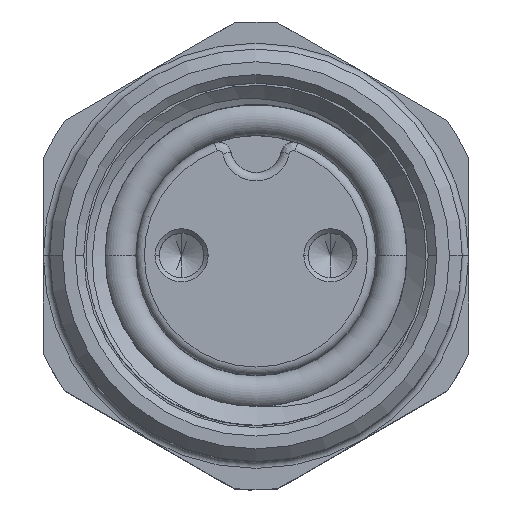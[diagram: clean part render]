
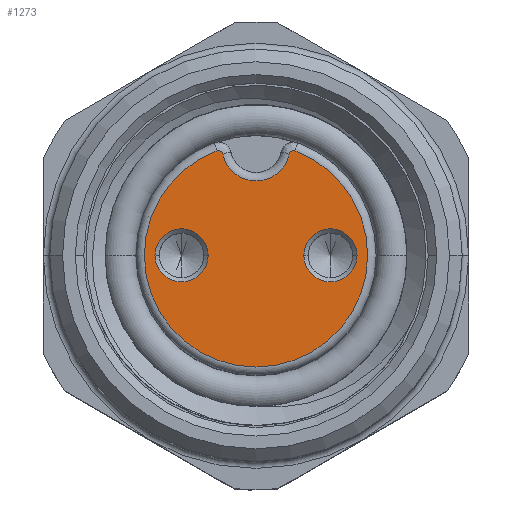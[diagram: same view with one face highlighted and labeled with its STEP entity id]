
A CAD part, top view. The second image highlights one B-rep face of the part: STEP entity #1273.
In plain terms, the highlighted planar face has unit normal (0, 0, 1).
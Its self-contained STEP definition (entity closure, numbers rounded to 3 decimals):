
#1=CARTESIAN_POINT('',(-1.75,0.,5.4));
#2=DIRECTION('',(0.,0.,-1.));
#3=DIRECTION('',(-1.,0.,0.));
#4=AXIS2_PLACEMENT_3D('',#1,#2,#3);
#6=CARTESIAN_POINT('',(-1.75,0.,5.4));
#7=DIRECTION('',(0.,0.,-1.));
#8=DIRECTION('',(1.,0.,0.));
#9=AXIS2_PLACEMENT_3D('',#6,#7,#8);
#11=CARTESIAN_POINT('',(1.75,0.,5.4));
#12=DIRECTION('',(0.,0.,-1.));
#13=DIRECTION('',(-1.,0.,0.));
#14=AXIS2_PLACEMENT_3D('',#11,#12,#13);
#16=CARTESIAN_POINT('',(1.75,0.,5.4));
#17=DIRECTION('',(0.,0.,-1.));
#18=DIRECTION('',(1.,0.,0.));
#19=AXIS2_PLACEMENT_3D('',#16,#17,#18);
#21=CARTESIAN_POINT('',(-0.881,2.366,5.4));
#22=DIRECTION('',(0.,0.,1.));
#23=DIRECTION('',(0.979,0.204,0.));
#24=AXIS2_PLACEMENT_3D('',#21,#22,#23);
#26=CARTESIAN_POINT('',(0.,2.55,5.4));
#27=DIRECTION('',(0.,0.,-1.));
#28=DIRECTION('',(0.979,-0.204,0.));
#29=AXIS2_PLACEMENT_3D('',#26,#27,#28);
#31=CARTESIAN_POINT('',(0.881,2.366,5.4));
#32=DIRECTION('',(0.,0.,1.));
#33=DIRECTION('',(0.349,0.937,0.));
#34=AXIS2_PLACEMENT_3D('',#31,#32,#33);
#853=CARTESIAN_POINT('',(0.,0.,5.4));
#854=DIRECTION('',(0.,0.,1.));
#855=DIRECTION('',(-0.349,0.937,0.));
#856=AXIS2_PLACEMENT_3D('',#853,#854,#855);
#982=CARTESIAN_POINT('',(-2.375,0.,5.4));
#983=CARTESIAN_POINT('',(-1.125,0.,5.4));
#984=VERTEX_POINT('',#982);
#985=VERTEX_POINT('',#983);
#990=CARTESIAN_POINT('',(1.125,0.,5.4));
#991=CARTESIAN_POINT('',(2.375,0.,5.4));
#992=VERTEX_POINT('',#990);
#993=VERTEX_POINT('',#991);
#1230=CARTESIAN_POINT('',(-0.916,2.46,5.4));
#1232=VERTEX_POINT('',#1230);
#1236=CARTESIAN_POINT('',(-0.783,2.387,5.4));
#1237=VERTEX_POINT('',#1236);
#1238=CARTESIAN_POINT('',(0.783,2.387,5.4));
#1239=VERTEX_POINT('',#1238);
#1243=CARTESIAN_POINT('',(0.916,2.46,5.4));
#1245=VERTEX_POINT('',#1243);
#1246=CARTESIAN_POINT('',(0.,0.,5.4));
#1247=DIRECTION('',(0.,0.,1.));
#1248=DIRECTION('',(1.,0.,0.));
#1249=AXIS2_PLACEMENT_3D('',#1246,#1247,#1248);
#1250=PLANE('',#1249);
#1252=ORIENTED_EDGE('',*,*,#1251,.F.);
#1254=ORIENTED_EDGE('',*,*,#1253,.F.);
#1256=ORIENTED_EDGE('',*,*,#1255,.F.);
#1258=ORIENTED_EDGE('',*,*,#1257,.F.);
#1259=EDGE_LOOP('',(#1252,#1254,#1256,#1258));
#1260=FACE_OUTER_BOUND('',#1259,.F.);
#1262=ORIENTED_EDGE('',*,*,#1261,.F.);
#1264=ORIENTED_EDGE('',*,*,#1263,.F.);
#1265=EDGE_LOOP('',(#1262,#1264));
#1266=FACE_BOUND('',#1265,.F.);
#1268=ORIENTED_EDGE('',*,*,#1267,.F.);
#1270=ORIENTED_EDGE('',*,*,#1269,.F.);
#1271=EDGE_LOOP('',(#1268,#1270));
#1272=FACE_BOUND('',#1271,.F.);
#5=CIRCLE('',#4,0.625);
#10=CIRCLE('',#9,0.625);
#15=CIRCLE('',#14,0.625);
#20=CIRCLE('',#19,0.625);
#25=CIRCLE('',#24,0.1);
#30=CIRCLE('',#29,0.8);
#35=CIRCLE('',#34,0.1);
#857=CIRCLE('',#856,2.625);
#1251=EDGE_CURVE('',#1237,#1232,#25,.T.);
#1253=EDGE_CURVE('',#1239,#1237,#30,.T.);
#1255=EDGE_CURVE('',#1245,#1239,#35,.T.);
#1257=EDGE_CURVE('',#1232,#1245,#857,.T.);
#1261=EDGE_CURVE('',#992,#993,#15,.T.);
#1263=EDGE_CURVE('',#993,#992,#20,.T.);
#1267=EDGE_CURVE('',#984,#985,#5,.T.);
#1269=EDGE_CURVE('',#985,#984,#10,.T.);
#1273=ADVANCED_FACE('',(#1260,#1266,#1272),#1250,.T.);
